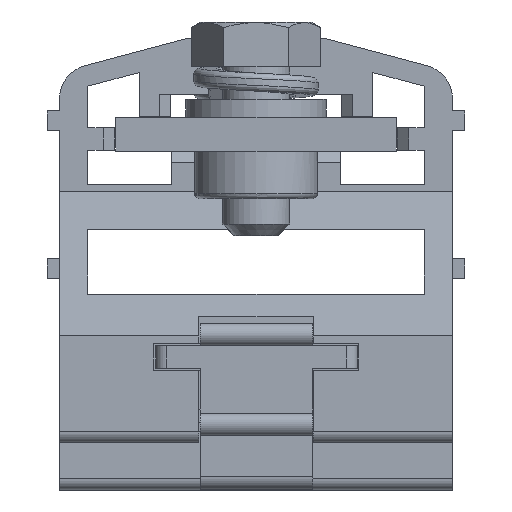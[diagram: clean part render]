
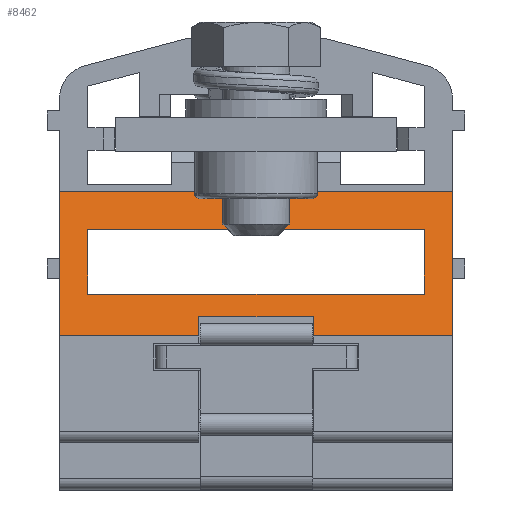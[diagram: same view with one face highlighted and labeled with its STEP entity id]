
A CAD part, left-side view. The second image highlights one B-rep face of the part: STEP entity #8462.
In plain terms, the highlighted planar face has unit normal (-0.966, 0, 0.259).
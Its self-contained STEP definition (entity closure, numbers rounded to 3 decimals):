
#423=LINE('',#13021,#1115);
#424=LINE('',#13023,#1116);
#426=LINE('',#13027,#1118);
#428=LINE('',#13031,#1120);
#430=LINE('',#13035,#1122);
#501=LINE('',#13190,#1193);
#505=LINE('',#13199,#1197);
#508=LINE('',#13205,#1200);
#511=LINE('',#13211,#1203);
#654=LINE('',#13503,#1346);
#656=LINE('',#13506,#1348);
#657=LINE('',#13508,#1349);
#1115=VECTOR('',#9832,1000.);
#1116=VECTOR('',#9835,1000.);
#1118=VECTOR('',#9839,1000.);
#1120=VECTOR('',#9843,1000.);
#1122=VECTOR('',#9847,1000.);
#1193=VECTOR('',#9994,1000.);
#1197=VECTOR('',#10000,1000.);
#1200=VECTOR('',#10005,1000.);
#1203=VECTOR('',#10010,1000.);
#1346=VECTOR('',#10277,1000.);
#1348=VECTOR('',#10281,1000.);
#1349=VECTOR('',#10282,1000.);
#2971=ORIENTED_EDGE('',*,*,#3907,.F.);
#2972=ORIENTED_EDGE('',*,*,#3897,.F.);
#2973=ORIENTED_EDGE('',*,*,#3901,.F.);
#2974=ORIENTED_EDGE('',*,*,#3904,.F.);
#2975=ORIENTED_EDGE('',*,*,#3818,.F.);
#2976=ORIENTED_EDGE('',*,*,#3816,.F.);
#2977=ORIENTED_EDGE('',*,*,#3814,.F.);
#2978=ORIENTED_EDGE('',*,*,#3813,.T.);
#2979=ORIENTED_EDGE('',*,*,#4056,.T.);
#2980=ORIENTED_EDGE('',*,*,#4058,.F.);
#2981=ORIENTED_EDGE('',*,*,#4059,.F.);
#2982=ORIENTED_EDGE('',*,*,#3820,.T.);
#3813=EDGE_CURVE('',#4531,#4532,#423,.T.);
#3814=EDGE_CURVE('',#4531,#4533,#424,.T.);
#3816=EDGE_CURVE('',#4533,#4534,#426,.T.);
#3818=EDGE_CURVE('',#4534,#4535,#428,.T.);
#3820=EDGE_CURVE('',#4536,#4535,#430,.T.);
#3897=EDGE_CURVE('',#4582,#4583,#501,.T.);
#3901=EDGE_CURVE('',#4586,#4582,#505,.T.);
#3904=EDGE_CURVE('',#4588,#4586,#508,.T.);
#3907=EDGE_CURVE('',#4583,#4588,#511,.T.);
#4056=EDGE_CURVE('',#4532,#4676,#654,.T.);
#4058=EDGE_CURVE('',#4677,#4676,#656,.T.);
#4059=EDGE_CURVE('',#4536,#4677,#657,.T.);
#4531=VERTEX_POINT('',#13018);
#4532=VERTEX_POINT('',#13020);
#4533=VERTEX_POINT('',#13024);
#4534=VERTEX_POINT('',#13028);
#4535=VERTEX_POINT('',#13032);
#4536=VERTEX_POINT('',#13036);
#4582=VERTEX_POINT('',#13191);
#4583=VERTEX_POINT('',#13192);
#4586=VERTEX_POINT('',#13200);
#4588=VERTEX_POINT('',#13206);
#4676=VERTEX_POINT('',#13502);
#4677=VERTEX_POINT('',#13507);
#5180=EDGE_LOOP('',(#2971,#2972,#2973,#2974));
#5181=EDGE_LOOP('',(#2975,#2976,#2977,#2978,#2979,#2980,#2981,#2982));
#5582=FACE_BOUND('',#5180,.T.);
#5583=FACE_BOUND('',#5181,.T.);
#5865=PLANE('',#8871);
#8462=ADVANCED_FACE('',(#5582,#5583),#5865,.F.);
#8871=AXIS2_PLACEMENT_3D('',#13505,#10279,#10280);
#9832=DIRECTION('',(0.,-1.,0.));
#9835=DIRECTION('',(0.259,0.,0.966));
#9839=DIRECTION('',(0.,1.,0.));
#9843=DIRECTION('',(-0.259,0.,-0.966));
#9847=DIRECTION('',(0.,-1.,0.));
#9994=DIRECTION('',(0.,-1.,0.));
#10000=DIRECTION('',(-0.259,0.,-0.966));
#10005=DIRECTION('',(0.,1.,0.));
#10010=DIRECTION('',(0.259,0.,0.966));
#10277=DIRECTION('',(0.259,0.,0.966));
#10279=DIRECTION('',(0.966,0.,-0.259));
#10280=DIRECTION('',(-0.259,0.,-0.966));
#10281=DIRECTION('',(0.,-1.,0.));
#10282=DIRECTION('',(0.259,0.,0.966));
#13018=CARTESIAN_POINT('',(-21.725,12.4,-6.376));
#13020=CARTESIAN_POINT('',(-21.725,0.,-6.376));
#13021=CARTESIAN_POINT('',(-21.725,35.,-6.376));
#13023=CARTESIAN_POINT('',(-18.275,12.4,6.5));
#13024=CARTESIAN_POINT('',(-21.262,12.4,-4.647));
#13027=CARTESIAN_POINT('',(-21.262,35.,-4.647));
#13028=CARTESIAN_POINT('',(-21.262,22.6,-4.647));
#13031=CARTESIAN_POINT('',(-18.275,22.6,6.5));
#13032=CARTESIAN_POINT('',(-21.725,22.6,-6.376));
#13035=CARTESIAN_POINT('',(-21.725,35.,-6.376));
#13036=CARTESIAN_POINT('',(-21.725,35.,-6.376));
#13190=CARTESIAN_POINT('',(-20.727,35.,-2.65));
#13191=CARTESIAN_POINT('',(-20.727,32.5,-2.65));
#13192=CARTESIAN_POINT('',(-20.727,2.5,-2.65));
#13199=CARTESIAN_POINT('',(-18.275,32.5,6.5));
#13200=CARTESIAN_POINT('',(-19.186,32.5,3.1));
#13205=CARTESIAN_POINT('',(-19.186,35.,3.1));
#13206=CARTESIAN_POINT('',(-19.186,2.5,3.1));
#13211=CARTESIAN_POINT('',(-18.275,2.5,6.5));
#13502=CARTESIAN_POINT('',(-18.275,0.,6.5));
#13503=CARTESIAN_POINT('',(-18.275,0.,6.5));
#13505=CARTESIAN_POINT('',(-18.275,35.,6.5));
#13506=CARTESIAN_POINT('',(-18.275,35.,6.5));
#13507=CARTESIAN_POINT('',(-18.275,35.,6.5));
#13508=CARTESIAN_POINT('',(-18.275,35.,6.5));
